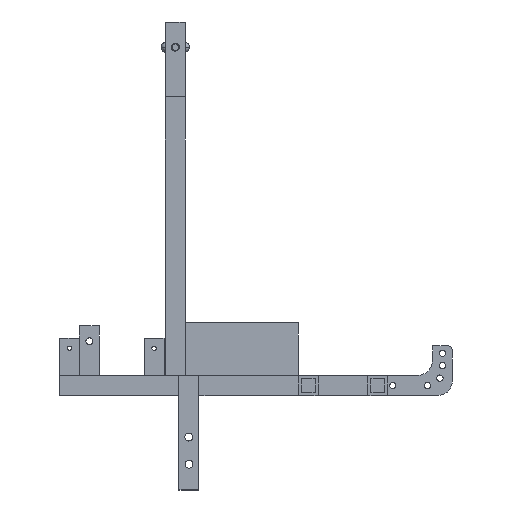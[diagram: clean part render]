
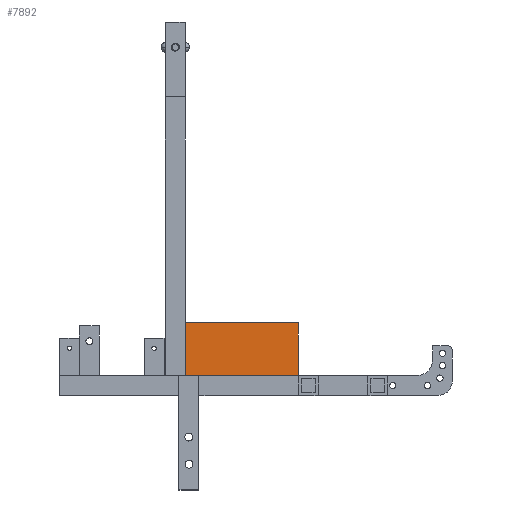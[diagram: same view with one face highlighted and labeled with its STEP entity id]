
A CAD part, left-side view. The second image highlights one B-rep face of the part: STEP entity #7892.
In plain terms, the highlighted planar face has unit normal (-1, 0, 0).
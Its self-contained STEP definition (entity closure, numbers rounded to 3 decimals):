
#1149=FACE_OUTER_BOUND('',#1678,.T.);
#1678=EDGE_LOOP('',(#6333,#6334,#6335,#6336));
#2412=LINE('',#12420,#3157);
#2416=LINE('',#12428,#3161);
#2419=LINE('',#12434,#3164);
#2422=LINE('',#12439,#3167);
#3157=VECTOR('',#10269,10.);
#3161=VECTOR('',#10275,10.);
#3164=VECTOR('',#10280,10.);
#3167=VECTOR('',#10285,10.);
#3788=VERTEX_POINT('',#12418);
#3789=VERTEX_POINT('',#12419);
#3792=VERTEX_POINT('',#12427);
#3794=VERTEX_POINT('',#12433);
#4682=EDGE_CURVE('',#3788,#3789,#2412,.T.);
#4686=EDGE_CURVE('',#3792,#3789,#2416,.T.);
#4689=EDGE_CURVE('',#3788,#3794,#2419,.T.);
#4692=EDGE_CURVE('',#3794,#3792,#2422,.T.);
#6333=ORIENTED_EDGE('',*,*,#4692,.T.);
#6334=ORIENTED_EDGE('',*,*,#4686,.T.);
#6335=ORIENTED_EDGE('',*,*,#4682,.F.);
#6336=ORIENTED_EDGE('',*,*,#4689,.T.);
#7582=PLANE('',#8780);
#7892=ADVANCED_FACE('',(#1149),#7582,.F.);
#8780=AXIS2_PLACEMENT_3D('',#12442,#10289,#10290);
#10269=DIRECTION('',(0.,0.,1.));
#10275=DIRECTION('',(0.,1.,0.));
#10280=DIRECTION('',(0.,-1.,0.));
#10285=DIRECTION('',(0.,0.,1.));
#10289=DIRECTION('center_axis',(1.,0.,0.));
#10290=DIRECTION('ref_axis',(0.,0.,-1.));
#12418=CARTESIAN_POINT('',(0.,56.338,-134.));
#12419=CARTESIAN_POINT('',(0.,56.338,120.));
#12420=CARTESIAN_POINT('',(0.,56.338,120.));
#12427=CARTESIAN_POINT('',(0.,-49.862,120.));
#12428=CARTESIAN_POINT('',(0.,26.338,120.));
#12433=CARTESIAN_POINT('',(0.,-49.862,-134.));
#12434=CARTESIAN_POINT('',(0.,26.338,-134.));
#12439=CARTESIAN_POINT('',(0.,-49.862,-134.));
#12442=CARTESIAN_POINT('Origin',(0.,-11.762,-7.));
